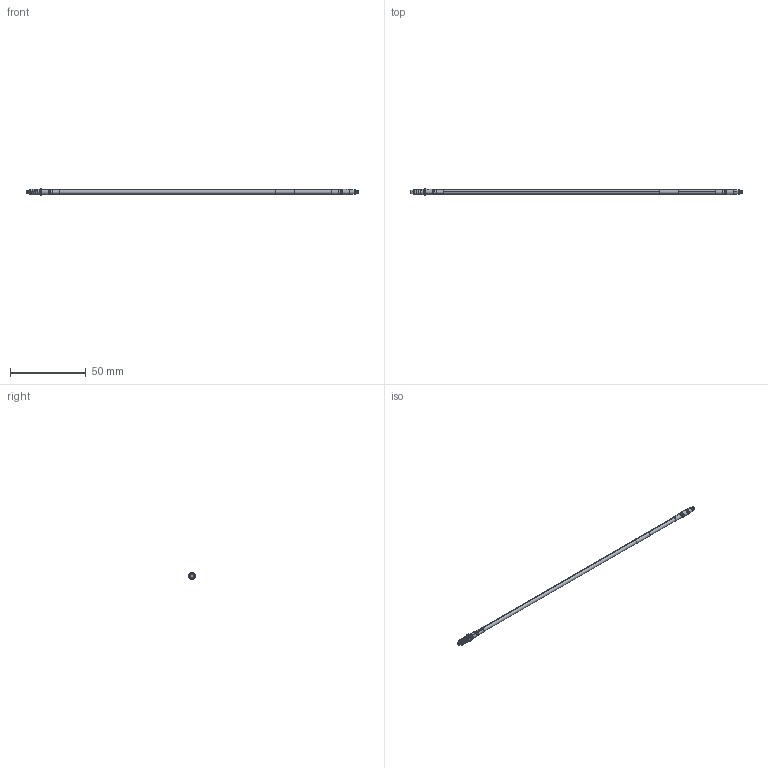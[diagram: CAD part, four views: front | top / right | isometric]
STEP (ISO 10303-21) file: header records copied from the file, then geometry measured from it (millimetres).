
FILE_DESCRIPTION (( 'STEP AP214' ), '1' );
FILE_NAME ('FMCA9755_3D.step', '2024-02-21T16:16:53', ( '' ), ( '' ), 'SwSTEP 2.0', 'SolidWorks 2022', '' );
FILE_SCHEMA (( 'AUTOMOTIVE_DESIGN' ));
Length unit declared in the file: inch
Products named in the file (6): PE-P086HF_8 in Length; 1AW01-003_.110 ID; FMCA9755_3D; CA-PE-P086_2_Heatshrink_LONG; PE45536; PE44974 ¦ SC5431
Assembly tree (6 placements, depth 2):
  FMCA9755_3D
    PE-P086HF_8 in Length
    1AW01-003_.110 ID
    PE45536
    PE44974 ¦ SC5431
    CA-PE-P086_2_Heatshrink_LONG  x2
Bounding box: 218.81 x 4.98 x 4.98 mm (x, y, z)
Volume: 1312.4 mm3; surface area: 2726.7 mm2
Topology: 6 solids, 6 shells, 261 faces, 662 edges, 420 vertices
Faces by surface type: cylinder 93, plane 81, cone 62, torus 16, bspline 9
Entity records: 11596 total; most frequent: CARTESIAN_POINT 4021, ORIENTED_EDGE 1236, DIRECTION 1219, EDGE_CURVE 618, AXIS2_PLACEMENT_3D 484, VERTEX_POINT 396, EDGE_LOOP 256, VECTOR 251
